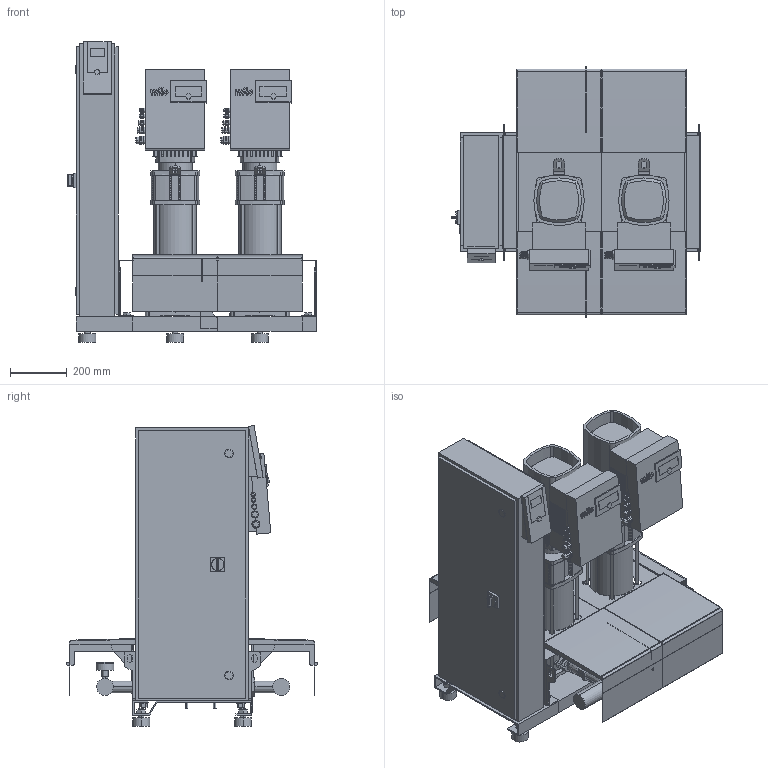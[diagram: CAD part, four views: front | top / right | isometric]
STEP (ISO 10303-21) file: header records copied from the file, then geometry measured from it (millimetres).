
FILE_DESCRIPTION((''),'2;1');
FILE_NAME('3d_SiBoostSmart2HelixEXCEL606-2537641.stp','2016-08-24T10:08:03',(''),(''),'Mechanical Desktop 2009','Mechanical Desktop 2009',', , ');
FILE_SCHEMA(('CONFIG_CONTROL_DESIGN'));
Length unit declared in the file: millimetre
Products named in the file (1): Product
Bounding box: 880 x 885 x 1063.4 mm (x, y, z)
Volume: 118835309.6 mm3; surface area: 10281407.5 mm2
Topology: 121 solids, 121 shells, 3569 faces, 9058 edges, 5910 vertices
Faces by surface type: plane 1417, bspline 1267, cylinder 761, cone 110, torus 10, sphere 4
Entity records: 113723 total; most frequent: CARTESIAN_POINT 29549, ORIENTED_EDGE 18092, DIRECTION 15820, EDGE_CURVE 9046, VECTOR 6270, LINE 6270, VERTEX_POINT 5906, AXIS2_PLACEMENT_3D 4775
